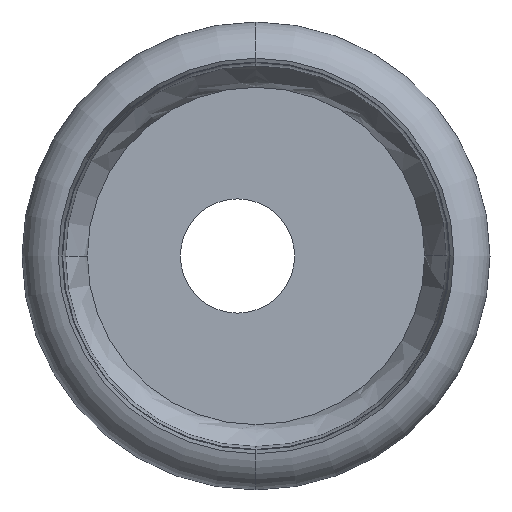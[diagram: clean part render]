
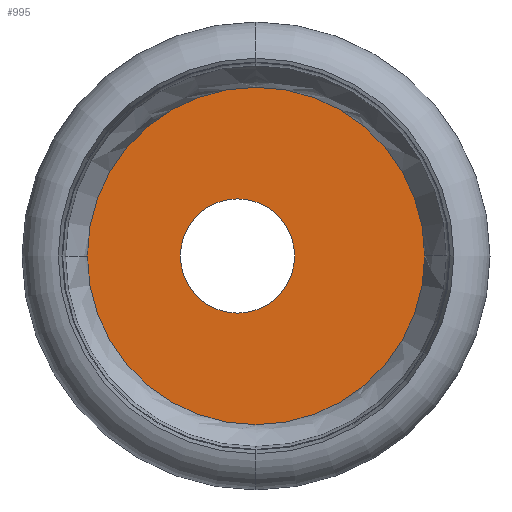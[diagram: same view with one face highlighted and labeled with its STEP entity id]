
A CAD part, left-side view. The second image highlights one B-rep face of the part: STEP entity #995.
In plain terms, the highlighted planar face has unit normal (-1, 0, 0).
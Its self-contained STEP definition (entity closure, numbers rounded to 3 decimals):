
#10 = EDGE_CURVE ( 'NONE', #724, #1106, #1095, .T. ) ;
#12 = FACE_BOUND ( 'NONE', #524, .T. ) ;
#24 = AXIS2_PLACEMENT_3D ( 'NONE', #460, #66, #261 ) ;
#66 = DIRECTION ( 'NONE',  ( -1., 0., 0. ) ) ;
#107 = AXIS2_PLACEMENT_3D ( 'NONE', #843, #388, #210 ) ;
#146 = CIRCLE ( 'NONE', #107, 5.25 ) ;
#206 = VERTEX_POINT ( 'NONE', #297 ) ;
#210 = DIRECTION ( 'NONE',  ( 0., 0., 1. ) ) ;
#248 = DIRECTION ( 'NONE',  ( 1., 0., 0. ) ) ;
#261 = DIRECTION ( 'NONE',  ( 0., 0., 1. ) ) ;
#297 = CARTESIAN_POINT ( 'NONE',  ( -2., 1.7, -5.25 ) ) ;
#359 = DIRECTION ( 'NONE',  ( 0., 0., -1. ) ) ;
#368 = AXIS2_PLACEMENT_3D ( 'NONE', #525, #248, #544 ) ;
#388 = DIRECTION ( 'NONE',  ( -1., 0., 0. ) ) ;
#418 = CIRCLE ( 'NONE', #435, 15.5 ) ;
#419 = ORIENTED_EDGE ( 'NONE', *, *, #1162, .F. ) ;
#433 = EDGE_CURVE ( 'NONE', #935, #206, #811, .T. ) ;
#435 = AXIS2_PLACEMENT_3D ( 'NONE', #1153, #903, #359 ) ;
#449 = ORIENTED_EDGE ( 'NONE', *, *, #10, .F. ) ;
#459 = FACE_OUTER_BOUND ( 'NONE', #750, .T. ) ;
#460 = CARTESIAN_POINT ( 'NONE',  ( -2., 1.7, 0. ) ) ;
#524 = EDGE_LOOP ( 'NONE', ( #743, #1186 ) ) ;
#525 = CARTESIAN_POINT ( 'NONE',  ( -2., 0., 0. ) ) ;
#544 = DIRECTION ( 'NONE',  ( 0., 0., -1. ) ) ;
#579 = CARTESIAN_POINT ( 'NONE',  ( -2., 1.7, 5.25 ) ) ;
#615 = CARTESIAN_POINT ( 'NONE',  ( -2., 0., -15.5 ) ) ;
#641 = EDGE_CURVE ( 'NONE', #206, #935, #146, .T. ) ;
#724 = VERTEX_POINT ( 'NONE', #615 ) ;
#743 = ORIENTED_EDGE ( 'NONE', *, *, #641, .F. ) ;
#750 = EDGE_LOOP ( 'NONE', ( #449, #419 ) ) ;
#778 = AXIS2_PLACEMENT_3D ( 'NONE', #841, #1018, #1182 ) ;
#811 = CIRCLE ( 'NONE', #24, 5.25 ) ;
#821 = PLANE ( 'NONE',  #778 ) ;
#841 = CARTESIAN_POINT ( 'NONE',  ( -2., 15.5, 0. ) ) ;
#843 = CARTESIAN_POINT ( 'NONE',  ( -2., 1.7, 0. ) ) ;
#903 = DIRECTION ( 'NONE',  ( 1., 0., 0. ) ) ;
#935 = VERTEX_POINT ( 'NONE', #579 ) ;
#995 = ADVANCED_FACE ( 'NONE', ( #12, #459 ), #821, .T. ) ;
#1018 = DIRECTION ( 'NONE',  ( -1., 0., 0. ) ) ;
#1095 = CIRCLE ( 'NONE', #368, 15.5 ) ;
#1106 = VERTEX_POINT ( 'NONE', #1133 ) ;
#1133 = CARTESIAN_POINT ( 'NONE',  ( -2., 0., 15.5 ) ) ;
#1153 = CARTESIAN_POINT ( 'NONE',  ( -2., 0., 0. ) ) ;
#1162 = EDGE_CURVE ( 'NONE', #1106, #724, #418, .T. ) ;
#1182 = DIRECTION ( 'NONE',  ( 0., 0., 1. ) ) ;
#1186 = ORIENTED_EDGE ( 'NONE', *, *, #433, .F. ) ;
